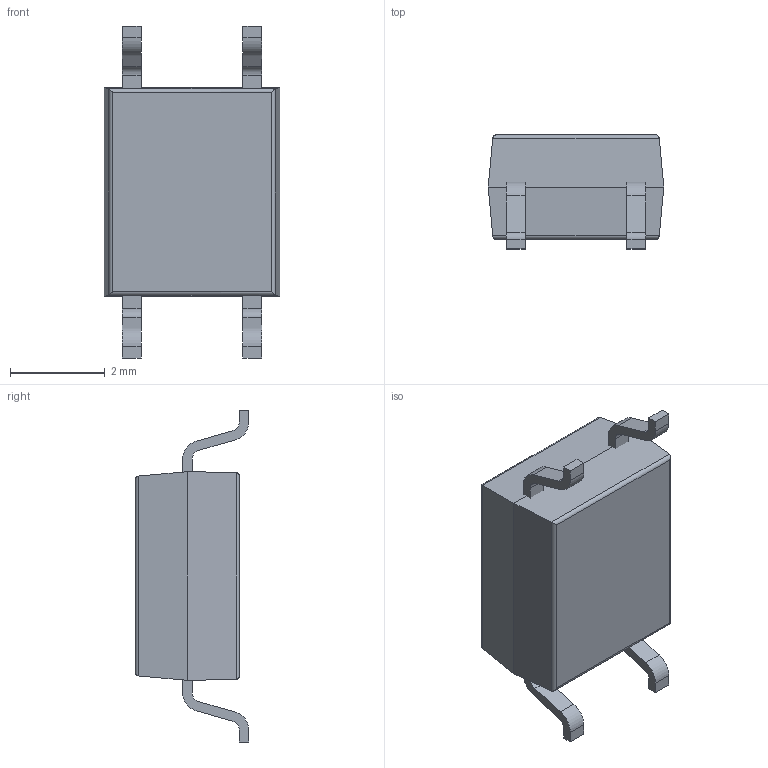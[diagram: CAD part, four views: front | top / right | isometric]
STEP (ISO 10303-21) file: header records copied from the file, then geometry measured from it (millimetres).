
FILE_DESCRIPTION (( 'STEP AP214' ), '1' );
FILE_NAME ('HCPL-181-00CE.STEP', '2019-06-03T08:01:11', ( '' ), ( '' ), 'SwSTEP 2.0', 'SolidWorks 2016', '' );
FILE_SCHEMA (( 'AUTOMOTIVE_DESIGN' ));
Length unit declared in the file: millimetre
Products named in the file (6): HCPL-181-00CE_PART NUMBER; HCPL-181-00CE_Logo; HCPL-181-00CE_Pin; HCPL-181-00CE_Body; HCPL-181-00CE; HCPL-181-00CE_POCKET
Assembly tree (8 placements, depth 2):
  HCPL-181-00CE
    HCPL-181-00CE_Body
    HCPL-181-00CE_Pin  x4
    HCPL-181-00CE_Logo
    HCPL-181-00CE_PART NUMBER
    HCPL-181-00CE_POCKET
Bounding box: 3.7 x 2.4 x 7 mm (x, y, z)
Volume: 35.2 mm3; surface area: 81 mm2
Topology: 36 solids, 36 shells, 455 faces, 1138 edges, 756 vertices
Faces by surface type: plane 297, bspline 121, cylinder 37
Entity records: 19531 total; most frequent: CARTESIAN_POINT 9915, ORIENTED_EDGE 2060, DIRECTION 1416, EDGE_CURVE 1030, LINE 742, VECTOR 742, VERTEX_POINT 684, EDGE_LOOP 430
